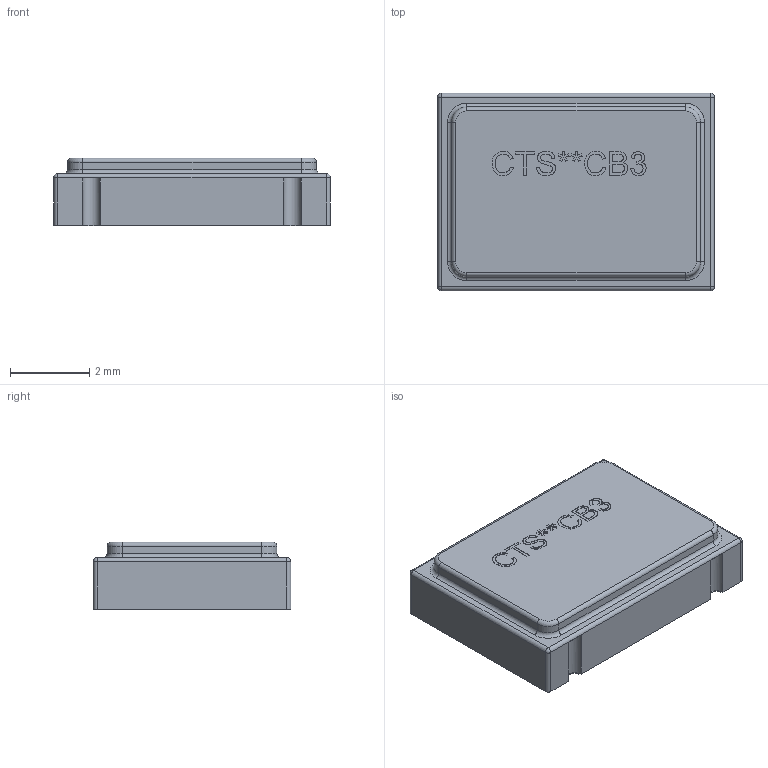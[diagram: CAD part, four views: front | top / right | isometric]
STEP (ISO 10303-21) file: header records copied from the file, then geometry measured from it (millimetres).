
FILE_DESCRIPTION (( 'STEP AP214' ), '1' );
FILE_NAME ('User Library-CTS-CB3.STEP', '2015-11-17T17:56:20', ( 'Windows User' ), ( '' ), 'SwSTEP 2.0', 'SolidWorks 2016', '' );
FILE_SCHEMA (( 'AUTOMOTIVE_DESIGN' ));
Length unit declared in the file: millimetre
Products named in the file (1): User Library-CTS-CB3
Bounding box: 7 x 5 x 1.71 mm (x, y, z)
Volume: 56 mm3; surface area: 108.1 mm2
Topology: 1 solids, 1 shells, 201 faces, 532 edges, 340 vertices
Faces by surface type: plane 91, bspline 70, cylinder 28, torus 8, sphere 4
Entity records: 12023 total; most frequent: CARTESIAN_POINT 5252, ORIENTED_EDGE 1056, DIRECTION 724, EDGE_CURVE 528, VERTEX_POINT 340, VECTOR 316, LINE 316, EDGE_LOOP 212
